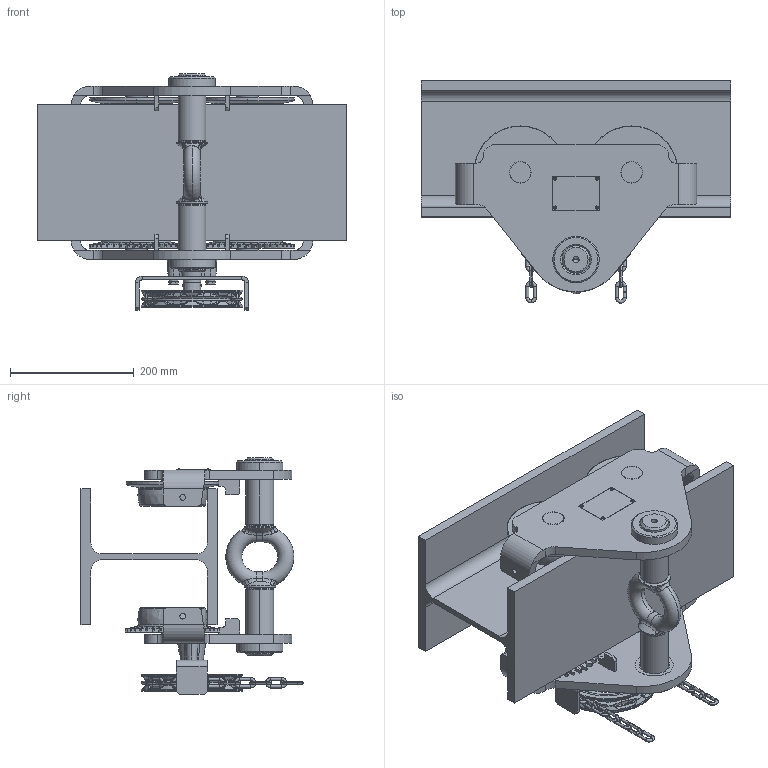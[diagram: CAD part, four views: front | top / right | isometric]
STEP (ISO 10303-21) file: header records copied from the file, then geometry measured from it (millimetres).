
FILE_DESCRIPTION (( 'STEP AP214' ), '1' );
FILE_NAME ('HTG-A 3,0t.STEP', '2018-02-09T11:44:29', ( '' ), ( '' ), 'SwSTEP 2.0', 'SolidWorks 2015', '' );
FILE_SCHEMA (( 'AUTOMOTIVE_DESIGN' ));
Length unit declared in the file: millimetre
Products named in the file (1): HTG-A 3,0t
Bounding box: 500 x 358.94 x 382 mm (x, y, z)
Volume: 9163863.1 mm3; surface area: 1523803.8 mm2
Topology: 72 solids, 72 shells, 2228 faces, 5724 edges, 3629 vertices
Faces by surface type: cylinder 976, plane 477, cone 328, torus 308, bspline 123, sphere 16
Entity records: 106204 total; most frequent: CARTESIAN_POINT 26908, DIRECTION 11563, ORIENTED_EDGE 11368, EDGE_CURVE 5684, AXIS2_PLACEMENT_3D 4827, VERTEX_POINT 3617, CIRCLE 2721, EDGE_LOOP 2419
